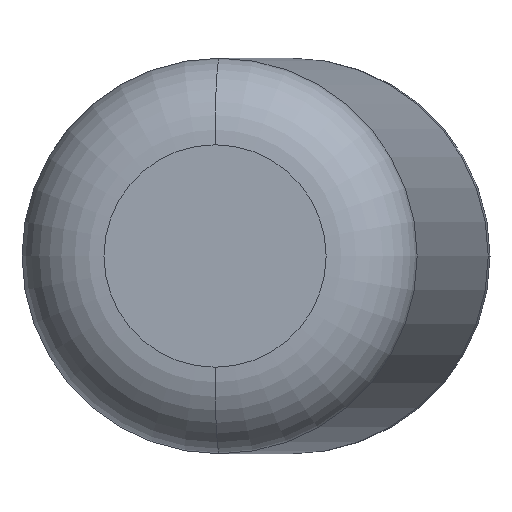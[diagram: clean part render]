
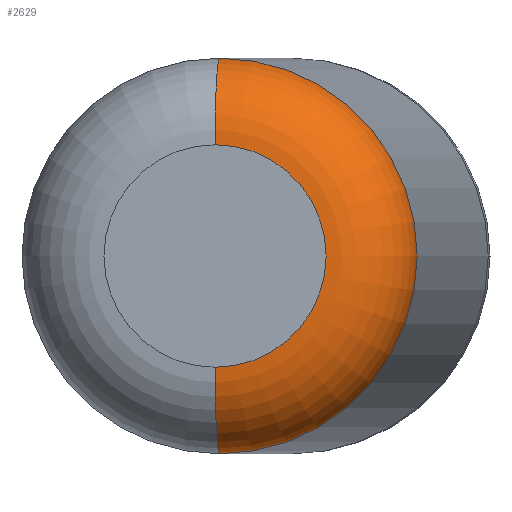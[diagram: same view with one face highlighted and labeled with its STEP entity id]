
A CAD part, front view. The second image highlights one B-rep face of the part: STEP entity #2629.
In plain terms, the highlighted toroidal (fillet/blend) face has major radius 0.385 mm and minor radius 0.3 mm.
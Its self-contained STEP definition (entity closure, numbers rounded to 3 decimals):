
#132 = ORIENTED_EDGE ( 'NONE', *, *, #1405, .T. ) ;
#164 = VERTEX_POINT ( 'NONE', #650 ) ;
#350 = DIRECTION ( 'NONE',  ( 0.052, 0.999, 0. ) ) ;
#382 = CARTESIAN_POINT ( 'NONE',  ( -0.267, -18.493, 0. ) ) ;
#396 = CIRCLE ( 'NONE', #770, 0.385 ) ;
#583 = EDGE_CURVE ( 'Defeature ausgef�hrt1_4+Defeature ausgef�hrt1_3+Defeature ausgef�hrt1_3+Defeature ausgef�hrt1_3', #652, #164, #1504, .T. ) ;
#650 = CARTESIAN_POINT ( 'NONE',  ( -0.251, -18.193, -0.685 ) ) ;
#652 = VERTEX_POINT ( 'NONE', #2616 ) ;
#695 = DIRECTION ( 'NONE',  ( -0.999, 0.052, 0. ) ) ;
#770 = AXIS2_PLACEMENT_3D ( 'NONE', #382, #1523, #1732 ) ;
#980 = EDGE_CURVE ( 'NONE', #1452, #652, #2608, .T. ) ;
#1034 = FACE_OUTER_BOUND ( 'NONE', #2037, .T. ) ;
#1035 = CARTESIAN_POINT ( 'NONE',  ( -0.251, -18.193, -0.385 ) ) ;
#1097 = AXIS2_PLACEMENT_3D ( 'NONE', #2134, #350, #1243 ) ;
#1127 = CARTESIAN_POINT ( 'NONE',  ( -0.251, -18.193, 0.385 ) ) ;
#1243 = DIRECTION ( 'NONE',  ( 0., 0., 1. ) ) ;
#1247 = VERTEX_POINT ( 'NONE', #2859 ) ;
#1394 = ORIENTED_EDGE ( 'NONE', *, *, #2546, .T. ) ;
#1405 = EDGE_CURVE ( 'NONE', #1247, #164, #2884, .T. ) ;
#1452 = VERTEX_POINT ( 'NONE', #1805 ) ;
#1498 = AXIS2_PLACEMENT_3D ( 'NONE', #1127, #695, #2282 ) ;
#1504 = CIRCLE ( 'NONE', #1097, 0.685 ) ;
#1523 = DIRECTION ( 'NONE',  ( 0.052, 0.999, 0. ) ) ;
#1558 = DIRECTION ( 'NONE',  ( 0., 0., 1. ) ) ;
#1568 = AXIS2_PLACEMENT_3D ( 'NONE', #1577, #1804, #1558 ) ;
#1577 = CARTESIAN_POINT ( 'NONE',  ( -0.251, -18.193, 0. ) ) ;
#1593 = AXIS2_PLACEMENT_3D ( 'NONE', #1035, #2649, #2422 ) ;
#1732 = DIRECTION ( 'NONE',  ( 0., 0., 1. ) ) ;
#1804 = DIRECTION ( 'NONE',  ( 0.052, 0.999, 0. ) ) ;
#1805 = CARTESIAN_POINT ( 'NONE',  ( -0.267, -18.493, 0.385 ) ) ;
#1936 = ORIENTED_EDGE ( 'NONE', *, *, #980, .F. ) ;
#2037 = EDGE_LOOP ( 'NONE', ( #1394, #132, #2186, #1936 ) ) ;
#2134 = CARTESIAN_POINT ( 'NONE',  ( -0.251, -18.193, 0. ) ) ;
#2186 = ORIENTED_EDGE ( 'NONE', *, *, #583, .F. ) ;
#2282 = DIRECTION ( 'NONE',  ( -0.052, -0.999, 0. ) ) ;
#2422 = DIRECTION ( 'NONE',  ( 0.052, 0.999, 0. ) ) ;
#2546 = EDGE_CURVE ( 'Defeature ausgef�hrt1_3+Defeature ausgef�hrt1_7+Defeature ausgef�hrt1_7+Defeature ausgef�hrt1_7', #1452, #1247, #396, .T. ) ;
#2608 = CIRCLE ( 'NONE', #1498, 0.3 ) ;
#2616 = CARTESIAN_POINT ( 'NONE',  ( -0.251, -18.193, 0.685 ) ) ;
#2629 = ADVANCED_FACE ( 'Defeature ausgef�hrt1_3', ( #1034 ), #2659, .T. ) ;
#2649 = DIRECTION ( 'NONE',  ( 0.999, -0.052, 0. ) ) ;
#2659 = TOROIDAL_SURFACE ( 'NONE', #1568, 0.385, 0.3 ) ;
#2859 = CARTESIAN_POINT ( 'NONE',  ( -0.267, -18.493, -0.385 ) ) ;
#2884 = CIRCLE ( 'NONE', #1593, 0.3 ) ;
